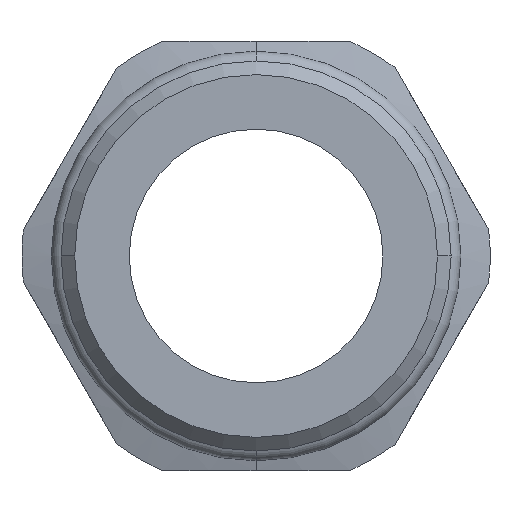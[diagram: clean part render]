
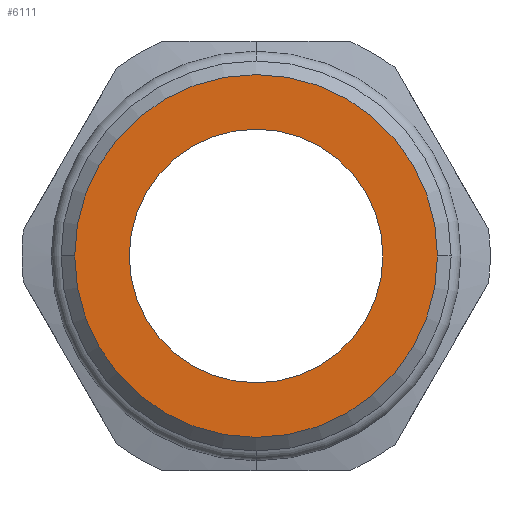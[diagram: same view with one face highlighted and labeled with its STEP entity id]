
A CAD part, front view. The second image highlights one B-rep face of the part: STEP entity #6111.
In plain terms, the highlighted planar face has unit normal (0, -1, 0).
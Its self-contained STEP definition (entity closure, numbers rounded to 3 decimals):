
#79 = VERTEX_POINT ( 'NONE', #4036 ) ;
#137 = CIRCLE ( 'NONE', #1891, 6.5 ) ;
#209 = AXIS2_PLACEMENT_3D ( 'NONE', #327, #1408, #5176 ) ;
#327 = CARTESIAN_POINT ( 'NONE',  ( 10., 0., 0. ) ) ;
#460 = EDGE_LOOP ( 'NONE', ( #6299, #5687 ) ) ;
#702 = EDGE_LOOP ( 'NONE', ( #2819, #3574 ) ) ;
#854 = PLANE ( 'NONE',  #209 ) ;
#1005 = CARTESIAN_POINT ( 'NONE',  ( 0., 0., 0. ) ) ;
#1408 = DIRECTION ( 'NONE',  ( 0., 1., 0. ) ) ;
#1441 = CARTESIAN_POINT ( 'NONE',  ( 0., 0., 0. ) ) ;
#1565 = DIRECTION ( 'NONE',  ( -1., 0., 0. ) ) ;
#1644 = CIRCLE ( 'NONE', #5343, 9.3 ) ;
#1891 = AXIS2_PLACEMENT_3D ( 'NONE', #1441, #5206, #1988 ) ;
#1988 = DIRECTION ( 'NONE',  ( -1., 0., 0. ) ) ;
#2060 = EDGE_CURVE ( 'NONE', #3748, #4561, #137, .T. ) ;
#2378 = DIRECTION ( 'NONE',  ( 0., -1., 0. ) ) ;
#2689 = VERTEX_POINT ( 'NONE', #6775 ) ;
#2819 = ORIENTED_EDGE ( 'NONE', *, *, #4807, .T. ) ;
#2906 = CARTESIAN_POINT ( 'NONE',  ( 6.5, 0., 0. ) ) ;
#3127 = CARTESIAN_POINT ( 'NONE',  ( 0., 0., 0. ) ) ;
#3574 = ORIENTED_EDGE ( 'NONE', *, *, #4557, .T. ) ;
#3684 = DIRECTION ( 'NONE',  ( -1., 0., 0. ) ) ;
#3748 = VERTEX_POINT ( 'NONE', #3937 ) ;
#3937 = CARTESIAN_POINT ( 'NONE',  ( -6.5, 0., 0. ) ) ;
#4019 = EDGE_CURVE ( 'NONE', #4561, #3748, #5190, .T. ) ;
#4036 = CARTESIAN_POINT ( 'NONE',  ( -9.3, 0., 0. ) ) ;
#4504 = FACE_OUTER_BOUND ( 'NONE', #702, .T. ) ;
#4557 = EDGE_CURVE ( 'NONE', #2689, #79, #5515, .T. ) ;
#4561 = VERTEX_POINT ( 'NONE', #2906 ) ;
#4784 = DIRECTION ( 'NONE',  ( 0., -1., 0. ) ) ;
#4807 = EDGE_CURVE ( 'NONE', #79, #2689, #1644, .T. ) ;
#5176 = DIRECTION ( 'NONE',  ( -1., 0., 0. ) ) ;
#5190 = CIRCLE ( 'NONE', #5726, 6.5 ) ;
#5206 = DIRECTION ( 'NONE',  ( 0., 1., 0. ) ) ;
#5343 = AXIS2_PLACEMENT_3D ( 'NONE', #1005, #4784, #1565 ) ;
#5468 = AXIS2_PLACEMENT_3D ( 'NONE', #5599, #2378, #6139 ) ;
#5515 = CIRCLE ( 'NONE', #5468, 9.3 ) ;
#5599 = CARTESIAN_POINT ( 'NONE',  ( 0., 0., 0. ) ) ;
#5687 = ORIENTED_EDGE ( 'NONE', *, *, #4019, .T. ) ;
#5726 = AXIS2_PLACEMENT_3D ( 'NONE', #3127, #6869, #3684 ) ;
#6111 = ADVANCED_FACE ( 'NONE', ( #4504, #6252 ), #854, .F. ) ;
#6139 = DIRECTION ( 'NONE',  ( -1., 0., 0. ) ) ;
#6252 = FACE_BOUND ( 'NONE', #460, .T. ) ;
#6299 = ORIENTED_EDGE ( 'NONE', *, *, #2060, .T. ) ;
#6775 = CARTESIAN_POINT ( 'NONE',  ( 9.3, 0., 0. ) ) ;
#6869 = DIRECTION ( 'NONE',  ( 0., 1., 0. ) ) ;
